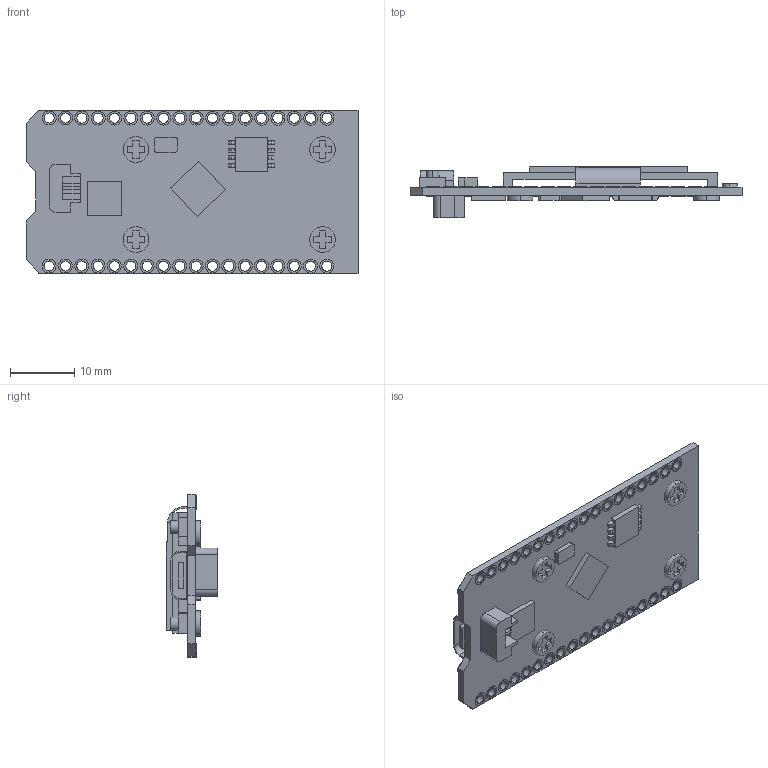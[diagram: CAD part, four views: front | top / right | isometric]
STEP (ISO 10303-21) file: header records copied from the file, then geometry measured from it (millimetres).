
FILE_DESCRIPTION (( 'STEP AP214' ), '1' );
FILE_NAME ('ESP32LoraOled_Board.STEP', '2018-12-07T04:29:56', ( '' ), ( '' ), 'SwSTEP 2.0', 'SolidWorks 2015', '' );
FILE_SCHEMA (( 'AUTOMOTIVE_DESIGN' ));
Length unit declared in the file: millimetre
Products named in the file (1): ESP32LoraOled_Board
Bounding box: 51.6 x 7.95 x 25.4 mm (x, y, z)
Volume: 2903 mm3; surface area: 4960.6 mm2
Topology: 1 solids, 1 shells, 882 faces, 2196 edges, 1424 vertices
Faces by surface type: plane 484, cylinder 398
Entity records: 32831 total; most frequent: DIRECTION 4948, CARTESIAN_POINT 4597, ORIENTED_EDGE 4392, EDGE_CURVE 2196, AXIS2_PLACEMENT_3D 1895, VERTEX_POINT 1424, VECTOR 1158, LINE 1158
